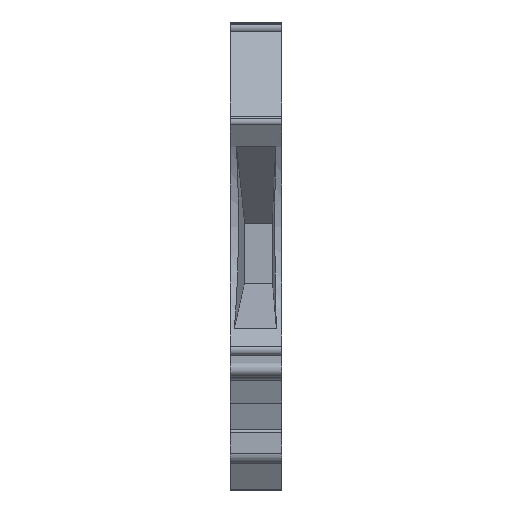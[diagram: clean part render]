
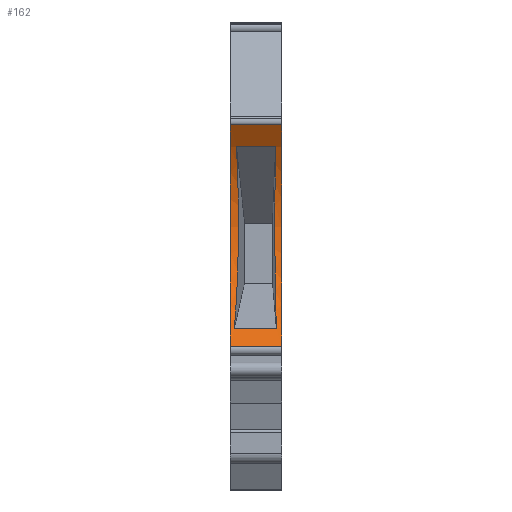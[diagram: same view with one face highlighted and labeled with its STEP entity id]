
A CAD part, left-side view. The second image highlights one B-rep face of the part: STEP entity #162.
In plain terms, the highlighted cylindrical face has radius 16 mm (diameter 32 mm), a partial arc.
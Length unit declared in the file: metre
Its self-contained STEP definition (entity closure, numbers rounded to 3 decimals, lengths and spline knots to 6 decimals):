
#162 = ADVANCED_FACE( '', ( #440, #441 ), #442, .F. );
#440 = FACE_OUTER_BOUND( '', #837, .T. );
#441 = FACE_BOUND( '', #838, .T. );
#442 = CYLINDRICAL_SURFACE( '', #839, 0.016 );
#837 = EDGE_LOOP( '', ( #1353, #1354, #1355, #1356 ) );
#838 = EDGE_LOOP( '', ( #1357, #1358, #1359, #1360 ) );
#839 = AXIS2_PLACEMENT_3D( '', #1361, #1362, #1363 );
#1353 = ORIENTED_EDGE( '', *, *, #2558, .F. );
#1354 = ORIENTED_EDGE( '', *, *, #2559, .F. );
#1355 = ORIENTED_EDGE( '', *, *, #2560, .T. );
#1356 = ORIENTED_EDGE( '', *, *, #2457, .T. );
#1357 = ORIENTED_EDGE( '', *, *, #2561, .T. );
#1358 = ORIENTED_EDGE( '', *, *, #2562, .F. );
#1359 = ORIENTED_EDGE( '', *, *, #2563, .F. );
#1360 = ORIENTED_EDGE( '', *, *, #2564, .T. );
#1361 = CARTESIAN_POINT( '', ( -0.04757, -0.0051, -0.004818 ) );
#1362 = DIRECTION( '', ( 0., 1., 0. ) );
#1363 = DIRECTION( '', ( 0., 0., 1. ) );
#2457 = EDGE_CURVE( '', #2962, #2960, #2963, .T. );
#2558 = EDGE_CURVE( '', #3154, #2960, #3155, .T. );
#2559 = EDGE_CURVE( '', #3156, #3154, #3157, .T. );
#2560 = EDGE_CURVE( '', #3156, #2962, #3158, .T. );
#2561 = EDGE_CURVE( '', #3159, #3160, #3161, .T. );
#2562 = EDGE_CURVE( '', #3162, #3160, #3163, .T. );
#2563 = EDGE_CURVE( '', #3164, #3162, #3165, .T. );
#2564 = EDGE_CURVE( '', #3164, #3159, #3166, .T. );
#2960 = VERTEX_POINT( '', #3692 );
#2962 = VERTEX_POINT( '', #3694 );
#2963 = CIRCLE( '', #3695, 0.016 );
#3154 = VERTEX_POINT( '', #3953 );
#3155 = LINE( '', #3954, #3955 );
#3156 = VERTEX_POINT( '', #3956 );
#3157 = CIRCLE( '', #3957, 0.016 );
#3158 = LINE( '', #3958, #3959 );
#3159 = VERTEX_POINT( '', #3960 );
#3160 = VERTEX_POINT( '', #3961 );
#3161 = ELLIPSE( '', #3962, 0.016087, 0.016 );
#3162 = VERTEX_POINT( '', #3963 );
#3163 = LINE( '', #3964, #3965 );
#3164 = VERTEX_POINT( '', #3966 );
#3165 = ELLIPSE( '', #3967, 0.016012, 0.016 );
#3166 = LINE( '', #3968, #3969 );
#3692 = CARTESIAN_POINT( '', ( -0.03724, 0., -0.017036 ) );
#3694 = CARTESIAN_POINT( '', ( -0.034914, 0., 0.00497 ) );
#3695 = AXIS2_PLACEMENT_3D( '', #4670, #4671, #4672 );
#3953 = CARTESIAN_POINT( '', ( -0.03724, -0.0051, -0.017036 ) );
#3954 = CARTESIAN_POINT( '', ( -0.03724, -0.0051, -0.017036 ) );
#3955 = VECTOR( '', #4824, 1. );
#3956 = CARTESIAN_POINT( '', ( -0.034914, -0.0051, 0.00497 ) );
#3957 = AXIS2_PLACEMENT_3D( '', #4825, #4826, #4827 );
#3958 = CARTESIAN_POINT( '', ( -0.034914, -0.0051, 0.00497 ) );
#3959 = VECTOR( '', #4828, 1. );
#3960 = CARTESIAN_POINT( '', ( -0.035482, -0.000394, -0.0153 ) );
#3961 = CARTESIAN_POINT( '', ( -0.033514, -0.0006, 0.002826 ) );
#3962 = AXIS2_PLACEMENT_3D( '', #4829, #4830, #4831 );
#3963 = CARTESIAN_POINT( '', ( -0.033514, -0.0045, 0.002826 ) );
#3964 = CARTESIAN_POINT( '', ( -0.033514, -0.0042, 0.002826 ) );
#3965 = VECTOR( '', #4832, 1. );
#3966 = CARTESIAN_POINT( '', ( -0.035482, -0.004577, -0.0153 ) );
#3967 = AXIS2_PLACEMENT_3D( '', #4833, #4834, #4835 );
#3968 = CARTESIAN_POINT( '', ( -0.035482, -0.0042, -0.0153 ) );
#3969 = VECTOR( '', #4836, 1. );
#4670 = CARTESIAN_POINT( '', ( -0.04757, 0., -0.004818 ) );
#4671 = DIRECTION( '', ( 0., 1., 0. ) );
#4672 = DIRECTION( '', ( -1., 0., 0. ) );
#4824 = DIRECTION( '', ( 0., 1., 0. ) );
#4825 = CARTESIAN_POINT( '', ( -0.04757, -0.0051, -0.004818 ) );
#4826 = DIRECTION( '', ( 0., 1., 0. ) );
#4827 = DIRECTION( '', ( -1., 0., 0. ) );
#4828 = DIRECTION( '', ( 0., 1., 0. ) );
#4829 = CARTESIAN_POINT( '', ( -0.04757, 0.000871, -0.004818 ) );
#4830 = DIRECTION( '', ( -0.104, -0.995, 0. ) );
#4831 = DIRECTION( '', ( -0.995, 0.104, 0. ) );
#4832 = DIRECTION( '', ( 0., 1., 0. ) );
#4833 = CARTESIAN_POINT( '', ( -0.04757, -0.005052, -0.004818 ) );
#4834 = DIRECTION( '', ( 0.039, -0.999, 0. ) );
#4835 = DIRECTION( '', ( 0.999, 0.039, 0. ) );
#4836 = DIRECTION( '', ( 0., 1., 0. ) );
